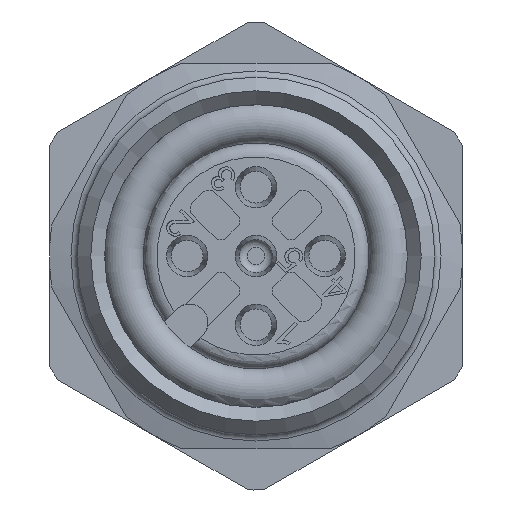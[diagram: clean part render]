
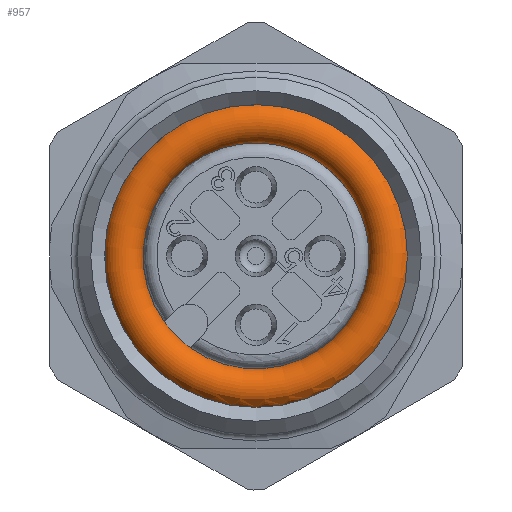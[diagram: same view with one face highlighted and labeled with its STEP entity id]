
A CAD part, left-side view. The second image highlights one B-rep face of the part: STEP entity #957.
In plain terms, the highlighted toroidal (fillet/blend) face has major radius 4.85 mm and minor radius 0.75 mm.
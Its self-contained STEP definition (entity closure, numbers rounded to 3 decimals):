
#67=TOROIDAL_SURFACE('',#3394,4.85,0.75);
#92=B_SPLINE_CURVE_WITH_KNOTS('',3,(#4896,#4897,#4898,#4899,#4900,#4901,
#4902,#4903,#4904,#4905),.UNSPECIFIED.,.F.,.F.,(4,3,3,4),(0.,0.405,
0.811,1.),.UNSPECIFIED.);
#93=B_SPLINE_CURVE_WITH_KNOTS('',3,(#4909,#4910,#4911,#4912,#4913,#4914,
#4915,#4916,#4917,#4918),.UNSPECIFIED.,.F.,.F.,(4,3,3,4),(0.,0.405,
0.811,1.),.UNSPECIFIED.);
#957=ADVANCED_FACE('',(#1239,#1240),#67,.T.);
#1239=FACE_BOUND('',#1376,.T.);
#1240=FACE_BOUND('',#1377,.T.);
#1376=EDGE_LOOP('',(#1708,#1709,#1710,#1711));
#1377=EDGE_LOOP('',(#1712));
#1708=ORIENTED_EDGE('',*,*,#2804,.F.);
#1709=ORIENTED_EDGE('',*,*,#2805,.T.);
#1710=ORIENTED_EDGE('',*,*,#2806,.F.);
#1711=ORIENTED_EDGE('',*,*,#2807,.F.);
#1712=ORIENTED_EDGE('',*,*,#2760,.T.);
#2453=VERTEX_POINT('',#4761);
#2485=VERTEX_POINT('',#4894);
#2486=VERTEX_POINT('',#4895);
#2487=VERTEX_POINT('',#4906);
#2488=VERTEX_POINT('',#4908);
#2760=EDGE_CURVE('',#2453,#2453,#3186,.T.);
#2804=EDGE_CURVE('',#2485,#2486,#3206,.T.);
#2805=EDGE_CURVE('',#2485,#2487,#92,.T.);
#2806=EDGE_CURVE('',#2488,#2487,#3207,.T.);
#2807=EDGE_CURVE('',#2486,#2488,#93,.T.);
#3186=CIRCLE('',#3351,5.5);
#3206=CIRCLE('',#3392,4.1);
#3207=CIRCLE('',#3393,4.34);
#3351=AXIS2_PLACEMENT_3D('',#4760,#3729,#3730);
#3392=AXIS2_PLACEMENT_3D('',#4893,#3823,#3824);
#3393=AXIS2_PLACEMENT_3D('',#4907,#3825,#3826);
#3394=AXIS2_PLACEMENT_3D('',#4919,#3827,#3828);
#3729=DIRECTION('',(-1.,0.,0.));
#3730=DIRECTION('',(0.,0.,-1.));
#3823=DIRECTION('',(-1.,0.,0.));
#3824=DIRECTION('',(0.,0.,1.));
#3825=DIRECTION('',(-1.,0.,0.));
#3826=DIRECTION('',(0.,0.,-1.));
#3827=DIRECTION('',(1.,0.,0.));
#3828=DIRECTION('',(0.,1.,0.));
#4760=CARTESIAN_POINT('',(-0.124,0.,0.));
#4761=CARTESIAN_POINT('',(-0.124,0.,-5.5));
#4893=CARTESIAN_POINT('',(0.25,0.,0.));
#4894=CARTESIAN_POINT('',(0.25,2.382,-3.337));
#4895=CARTESIAN_POINT('',(0.25,3.337,-2.382));
#4896=CARTESIAN_POINT('',(0.25,2.382,-3.337));
#4897=CARTESIAN_POINT('',(0.333,2.382,-3.337));
#4898=CARTESIAN_POINT('',(0.417,2.392,-3.347));
#4899=CARTESIAN_POINT('',(0.496,2.412,-3.367));
#4900=CARTESIAN_POINT('',(0.574,2.431,-3.386));
#4901=CARTESIAN_POINT('',(0.649,2.461,-3.415));
#4902=CARTESIAN_POINT('',(0.714,2.497,-3.452));
#4903=CARTESIAN_POINT('',(0.745,2.515,-3.469));
#4904=CARTESIAN_POINT('',(0.773,2.534,-3.488));
#4905=CARTESIAN_POINT('',(0.8,2.554,-3.509));
#4906=CARTESIAN_POINT('',(0.8,2.554,-3.509));
#4907=CARTESIAN_POINT('',(0.8,0.,0.));
#4908=CARTESIAN_POINT('',(0.8,3.509,-2.554));
#4909=CARTESIAN_POINT('',(0.25,3.337,-2.382));
#4910=CARTESIAN_POINT('',(0.333,3.337,-2.382));
#4911=CARTESIAN_POINT('',(0.417,3.347,-2.392));
#4912=CARTESIAN_POINT('',(0.496,3.367,-2.412));
#4913=CARTESIAN_POINT('',(0.574,3.386,-2.431));
#4914=CARTESIAN_POINT('',(0.649,3.415,-2.461));
#4915=CARTESIAN_POINT('',(0.714,3.452,-2.497));
#4916=CARTESIAN_POINT('',(0.745,3.469,-2.515));
#4917=CARTESIAN_POINT('',(0.773,3.488,-2.534));
#4918=CARTESIAN_POINT('',(0.8,3.509,-2.554));
#4919=CARTESIAN_POINT('',(0.25,0.,0.));
